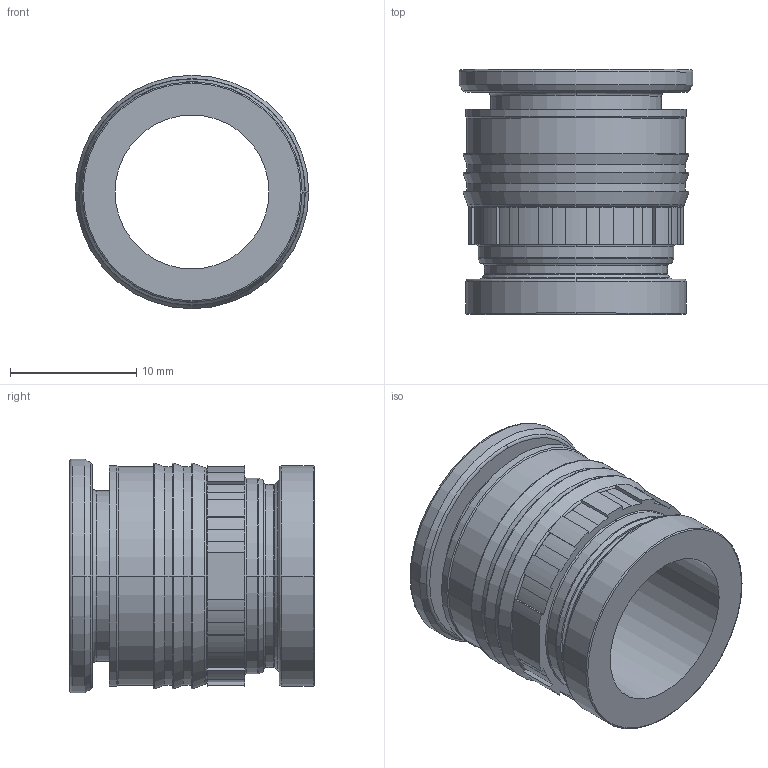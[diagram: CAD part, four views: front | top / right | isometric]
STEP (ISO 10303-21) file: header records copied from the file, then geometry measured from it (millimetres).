
FILE_DESCRIPTION(('STEP AP214'),'1');
FILE_NAME('3100_12_00.stp','2016-07-07T14:13:08',('TraceParts'),('TraceParts S.A.'),'Spatial InterOp 3D',' ',' ');
FILE_SCHEMA(('automotive_design'));
Length unit declared in the file: millimetre
Products named in the file (1): 1
Bounding box: 18.5 x 19.4 x 18.5 mm (x, y, z)
Volume: 2090 mm3; surface area: 2496.6 mm2
Topology: 1 solids, 1 shells, 140 faces, 376 edges, 248 vertices
Faces by surface type: cylinder 66, plane 38, torus 22, cone 14
Entity records: 4513 total; most frequent: DIRECTION 876, CARTESIAN_POINT 765, ORIENTED_EDGE 752, EDGE_CURVE 376, AXIS2_PLACEMENT_3D 359, VERTEX_POINT 248, CIRCLE 218, LINE 158
